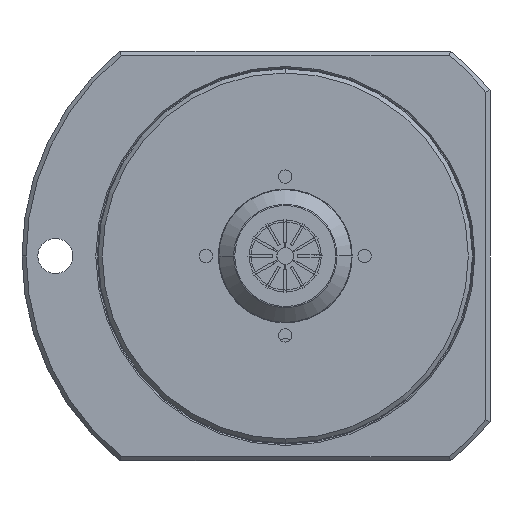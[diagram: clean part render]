
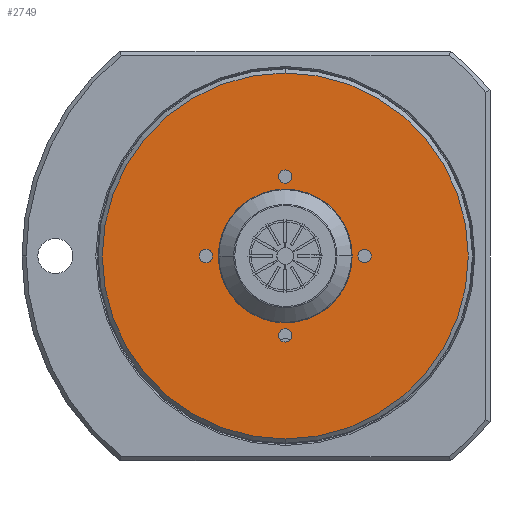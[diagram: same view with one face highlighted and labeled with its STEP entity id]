
A CAD part, left-side view. The second image highlights one B-rep face of the part: STEP entity #2749.
In plain terms, the highlighted planar face has unit normal (-1, 0, 0).
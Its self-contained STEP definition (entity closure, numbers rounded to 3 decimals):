
#21 = VERTEX_POINT ( 'NONE', #10103 ) ;
#246 = CARTESIAN_POINT ( 'NONE',  ( -126.4, -9.5, -0.8 ) ) ;
#388 = VERTEX_POINT ( 'NONE', #1900 ) ;
#400 = CIRCLE ( 'NONE', #5116, 7. ) ;
#443 = VERTEX_POINT ( 'NONE', #4352 ) ;
#954 = CARTESIAN_POINT ( 'NONE',  ( -126.4, 0., -7. ) ) ;
#1164 = CIRCLE ( 'NONE', #3023, 21.9 ) ;
#1225 = AXIS2_PLACEMENT_3D ( 'NONE', #4869, #5313, #5224 ) ;
#1239 = AXIS2_PLACEMENT_3D ( 'NONE', #3474, #3701, #3082 ) ;
#1243 = AXIS2_PLACEMENT_3D ( 'NONE', #11139, #10954, #11055 ) ;
#1292 = CIRCLE ( 'NONE', #2660, 0.8 ) ;
#1373 = VERTEX_POINT ( 'NONE', #8366 ) ;
#1374 = AXIS2_PLACEMENT_3D ( 'NONE', #2907, #2910, #2924 ) ;
#1397 = CARTESIAN_POINT ( 'NONE',  ( -126.4, 0., 8.7 ) ) ;
#1494 = CIRCLE ( 'NONE', #3660, 0.8 ) ;
#1653 = CARTESIAN_POINT ( 'NONE',  ( -126.4, 0., 0. ) ) ;
#1665 = DIRECTION ( 'NONE',  ( 1., 0., 0. ) ) ;
#1670 = DIRECTION ( 'NONE',  ( 0., 0., -1. ) ) ;
#1815 = FACE_BOUND ( 'NONE', #9321, .T. ) ;
#1819 = ORIENTED_EDGE ( 'NONE', *, *, #6063, .F. ) ;
#1822 = FACE_BOUND ( 'NONE', #11168, .T. ) ;
#1834 = FACE_BOUND ( 'NONE', #9267, .T. ) ;
#1845 = FACE_BOUND ( 'NONE', #11797, .T. ) ;
#1854 = FACE_BOUND ( 'NONE', #2490, .T. ) ;
#1869 = FACE_OUTER_BOUND ( 'NONE', #8764, .T. ) ;
#1900 = CARTESIAN_POINT ( 'NONE',  ( -126.4, -9.5, 0.8 ) ) ;
#2127 = CIRCLE ( 'NONE', #1374, 7. ) ;
#2490 = EDGE_LOOP ( 'NONE', ( #8132, #3694 ) ) ;
#2537 = ORIENTED_EDGE ( 'NONE', *, *, #6343, .F. ) ;
#2660 = AXIS2_PLACEMENT_3D ( 'NONE', #10803, #10804, #10847 ) ;
#2749 = ADVANCED_FACE ( 'NONE', ( #1869, #1834, #1854, #1845, #1822, #1815 ), #6744, .T. ) ;
#2907 = CARTESIAN_POINT ( 'NONE',  ( -126.4, 0., 0. ) ) ;
#2910 = DIRECTION ( 'NONE',  ( 1., 0., 0. ) ) ;
#2924 = DIRECTION ( 'NONE',  ( 0., 0., -1. ) ) ;
#3006 = EDGE_CURVE ( 'NONE', #11304, #7010, #400, .T. ) ;
#3023 = AXIS2_PLACEMENT_3D ( 'NONE', #11086, #11097, #11099 ) ;
#3082 = DIRECTION ( 'NONE',  ( 0., 0., 1. ) ) ;
#3284 = ORIENTED_EDGE ( 'NONE', *, *, #4235, .F. ) ;
#3296 = ORIENTED_EDGE ( 'NONE', *, *, #6099, .F. ) ;
#3474 = CARTESIAN_POINT ( 'NONE',  ( -126.4, -9.5, 0. ) ) ;
#3660 = AXIS2_PLACEMENT_3D ( 'NONE', #9432, #9444, #9446 ) ;
#3694 = ORIENTED_EDGE ( 'NONE', *, *, #9903, .F. ) ;
#3701 = DIRECTION ( 'NONE',  ( -1., 0., 0. ) ) ;
#4012 = CIRCLE ( 'NONE', #5042, 0.8 ) ;
#4235 = EDGE_CURVE ( 'NONE', #443, #4369, #1494, .T. ) ;
#4352 = CARTESIAN_POINT ( 'NONE',  ( -126.4, 0., -8.7 ) ) ;
#4369 = VERTEX_POINT ( 'NONE', #10569 ) ;
#4404 = EDGE_CURVE ( 'NONE', #388, #8006, #1292, .T. ) ;
#4460 = EDGE_CURVE ( 'NONE', #7611, #10402, #1164, .T. ) ;
#4645 = AXIS2_PLACEMENT_3D ( 'NONE', #7516, #7526, #7537 ) ;
#4716 = AXIS2_PLACEMENT_3D ( 'NONE', #9263, #9266, #9275 ) ;
#4752 = CIRCLE ( 'NONE', #4716, 0.8 ) ;
#4869 = CARTESIAN_POINT ( 'NONE',  ( -126.4, 0., 0. ) ) ;
#5042 = AXIS2_PLACEMENT_3D ( 'NONE', #10906, #10908, #10931 ) ;
#5077 = EDGE_CURVE ( 'NONE', #7010, #11304, #2127, .T. ) ;
#5116 = AXIS2_PLACEMENT_3D ( 'NONE', #1653, #1665, #1670 ) ;
#5201 = CIRCLE ( 'NONE', #4645, 0.8 ) ;
#5224 = DIRECTION ( 'NONE',  ( 0., 0., 1. ) ) ;
#5313 = DIRECTION ( 'NONE',  ( -1., 0., 0. ) ) ;
#5403 = AXIS2_PLACEMENT_3D ( 'NONE', #6670, #6796, #6814 ) ;
#5548 = CIRCLE ( 'NONE', #6040, 0.8 ) ;
#5914 = EDGE_CURVE ( 'NONE', #11727, #11933, #4012, .T. ) ;
#6040 = AXIS2_PLACEMENT_3D ( 'NONE', #9397, #9406, #9420 ) ;
#6063 = EDGE_CURVE ( 'NONE', #1373, #21, #4752, .T. ) ;
#6099 = EDGE_CURVE ( 'NONE', #21, #1373, #5548, .T. ) ;
#6271 = ORIENTED_EDGE ( 'NONE', *, *, #10539, .F. ) ;
#6343 = EDGE_CURVE ( 'NONE', #11933, #11727, #5201, .T. ) ;
#6670 = CARTESIAN_POINT ( 'NONE',  ( -126.4, 7., 0. ) ) ;
#6744 = PLANE ( 'NONE',  #5403 ) ;
#6784 = CARTESIAN_POINT ( 'NONE',  ( -126.4, 0., 7. ) ) ;
#6796 = DIRECTION ( 'NONE',  ( -1., 0., 0. ) ) ;
#6810 = CARTESIAN_POINT ( 'NONE',  ( -126.4, 0., -21.9 ) ) ;
#6814 = DIRECTION ( 'NONE',  ( 0., 0., 1. ) ) ;
#7010 = VERTEX_POINT ( 'NONE', #954 ) ;
#7516 = CARTESIAN_POINT ( 'NONE',  ( -126.4, 0., 9.5 ) ) ;
#7526 = DIRECTION ( 'NONE',  ( -1., 0., 0. ) ) ;
#7537 = DIRECTION ( 'NONE',  ( 0., 0., 1. ) ) ;
#7611 = VERTEX_POINT ( 'NONE', #6810 ) ;
#7753 = ORIENTED_EDGE ( 'NONE', *, *, #4460, .T. ) ;
#8006 = VERTEX_POINT ( 'NONE', #246 ) ;
#8132 = ORIENTED_EDGE ( 'NONE', *, *, #4404, .F. ) ;
#8304 = ORIENTED_EDGE ( 'NONE', *, *, #9738, .T. ) ;
#8366 = CARTESIAN_POINT ( 'NONE',  ( -126.4, 9.5, -0.8 ) ) ;
#8764 = EDGE_LOOP ( 'NONE', ( #7753, #8304 ) ) ;
#8892 = ORIENTED_EDGE ( 'NONE', *, *, #5914, .F. ) ;
#9263 = CARTESIAN_POINT ( 'NONE',  ( -126.4, 9.5, 0. ) ) ;
#9266 = DIRECTION ( 'NONE',  ( -1., 0., 0. ) ) ;
#9267 = EDGE_LOOP ( 'NONE', ( #3284, #6271 ) ) ;
#9275 = DIRECTION ( 'NONE',  ( 0., 0., 1. ) ) ;
#9321 = EDGE_LOOP ( 'NONE', ( #9391, #10263 ) ) ;
#9391 = ORIENTED_EDGE ( 'NONE', *, *, #5077, .T. ) ;
#9397 = CARTESIAN_POINT ( 'NONE',  ( -126.4, 9.5, 0. ) ) ;
#9406 = DIRECTION ( 'NONE',  ( -1., 0., 0. ) ) ;
#9420 = DIRECTION ( 'NONE',  ( 0., 0., 1. ) ) ;
#9432 = CARTESIAN_POINT ( 'NONE',  ( -126.4, 0., -9.5 ) ) ;
#9444 = DIRECTION ( 'NONE',  ( -1., 0., 0. ) ) ;
#9446 = DIRECTION ( 'NONE',  ( 0., 0., 1. ) ) ;
#9466 = CIRCLE ( 'NONE', #1243, 0.8 ) ;
#9601 = CIRCLE ( 'NONE', #1225, 21.9 ) ;
#9649 = CIRCLE ( 'NONE', #1239, 0.8 ) ;
#9738 = EDGE_CURVE ( 'NONE', #10402, #7611, #9601, .T. ) ;
#9903 = EDGE_CURVE ( 'NONE', #8006, #388, #9649, .T. ) ;
#10103 = CARTESIAN_POINT ( 'NONE',  ( -126.4, 9.5, 0.8 ) ) ;
#10263 = ORIENTED_EDGE ( 'NONE', *, *, #3006, .T. ) ;
#10402 = VERTEX_POINT ( 'NONE', #11560 ) ;
#10539 = EDGE_CURVE ( 'NONE', #4369, #443, #9466, .T. ) ;
#10569 = CARTESIAN_POINT ( 'NONE',  ( -126.4, 0., -10.3 ) ) ;
#10803 = CARTESIAN_POINT ( 'NONE',  ( -126.4, -9.5, 0. ) ) ;
#10804 = DIRECTION ( 'NONE',  ( -1., 0., 0. ) ) ;
#10847 = DIRECTION ( 'NONE',  ( 0., 0., 1. ) ) ;
#10906 = CARTESIAN_POINT ( 'NONE',  ( -126.4, 0., 9.5 ) ) ;
#10908 = DIRECTION ( 'NONE',  ( -1., 0., 0. ) ) ;
#10931 = DIRECTION ( 'NONE',  ( 0., 0., 1. ) ) ;
#10954 = DIRECTION ( 'NONE',  ( -1., 0., 0. ) ) ;
#11055 = DIRECTION ( 'NONE',  ( 0., 0., 1. ) ) ;
#11086 = CARTESIAN_POINT ( 'NONE',  ( -126.4, 0., 0. ) ) ;
#11097 = DIRECTION ( 'NONE',  ( -1., 0., 0. ) ) ;
#11099 = DIRECTION ( 'NONE',  ( 0., 0., 1. ) ) ;
#11139 = CARTESIAN_POINT ( 'NONE',  ( -126.4, 0., -9.5 ) ) ;
#11168 = EDGE_LOOP ( 'NONE', ( #3296, #1819 ) ) ;
#11304 = VERTEX_POINT ( 'NONE', #6784 ) ;
#11560 = CARTESIAN_POINT ( 'NONE',  ( -126.4, 0., 21.9 ) ) ;
#11658 = CARTESIAN_POINT ( 'NONE',  ( -126.4, 0., 10.3 ) ) ;
#11727 = VERTEX_POINT ( 'NONE', #1397 ) ;
#11797 = EDGE_LOOP ( 'NONE', ( #2537, #8892 ) ) ;
#11933 = VERTEX_POINT ( 'NONE', #11658 ) ;
